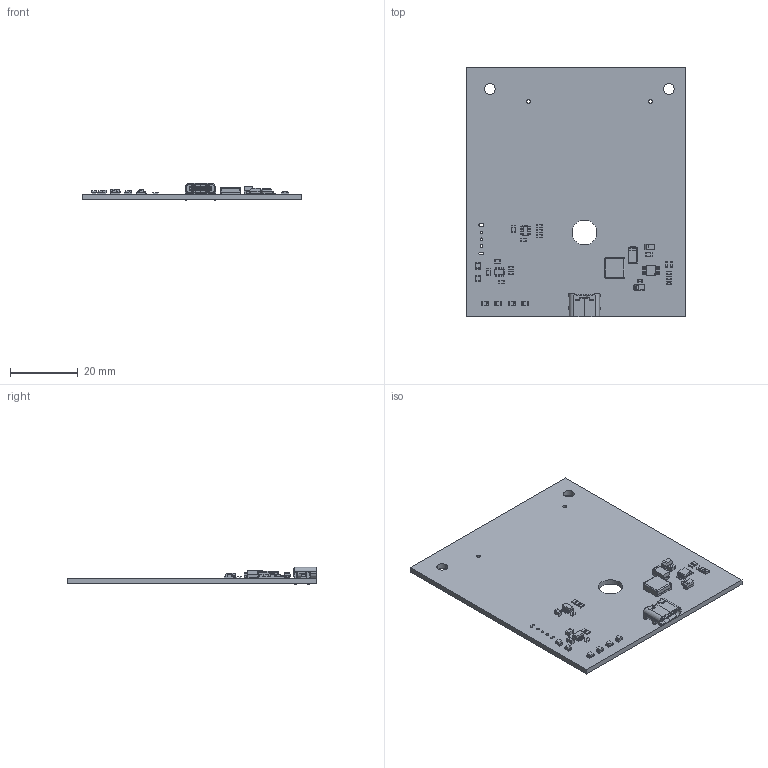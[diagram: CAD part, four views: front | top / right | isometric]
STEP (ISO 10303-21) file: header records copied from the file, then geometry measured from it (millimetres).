
FILE_DESCRIPTION(('KiCad electronic assembly'),'2;1');
FILE_NAME('sx70battery.step','2024-09-11T19:30:13',('Pcbnew'),('Kicad'), 'Open CASCADE STEP processor 7.8','KiCad to STEP converter','Unknown' );
FILE_SCHEMA(('AUTOMOTIVE_DESIGN { 1 0 10303 214 1 1 1 1 }'));
Length unit declared in the file: millimetre
Products named in the file (22): sx70battery 1; C_0805_2012Metric; C_0603_1608Metric; L_Cenker_CKCS6020; D_SMA; R_0603_1608Metric; USB_C_Receptacle_GCT_USB4125-xx-x-0190_6P_TopMnt_Horizontal; USB_C_Receptacle_GCT_USB4125-xx-x_6P_TopMnt_Horizontal; SOT-23-6; SOT_23_6; CP_EIA-3216-18_Kemet-A; CP_EIA_3216_18_Kemet_A; LED_0805_2012Metric; VSSOP-8_3.0x3.0mm_P0.65mm; VSSOP_8_30x30mm_P065mm; sx70battery_PCB
Assembly tree (42 placements, depth 3):
  sx70battery 1
    C_0805_2012Metric  x4
      C_0805_2012Metric
    C_0603_1608Metric  x3
      C_0603_1608Metric
    L_Cenker_CKCS6020
      L_Cenker_CKCS6020
    D_SMA
      D_SMA
    R_0603_1608Metric  x10
      R_0603_1608Metric
    USB_C_Receptacle_GCT_USB4125-xx-x-0190_6P_TopMnt_Horizontal
      USB_C_Receptacle_GCT_USB4125-xx-x_6P_TopMnt_Horizontal
    SOT-23-6  x2
      SOT_23_6
    CP_EIA-3216-18_Kemet-A  x2
      CP_EIA_3216_18_Kemet_A
    LED_0805_2012Metric  x6
      LED_0805_2012Metric
    VSSOP-8_3.0x3.0mm_P0.65mm
      VSSOP_8_30x30mm_P065mm
    sx70battery_PCB
Bounding box: 65 x 74 x 5.16 mm (x, y, z)
Volume: 7859.8 mm3; surface area: 11065 mm2
Topology: 47 solids, 47 shells, 1907 faces, 4923 edges, 3130 vertices
Faces by surface type: plane 1328, cylinder 453, bspline 120, sphere 4, cone 2
Full cylindrical faces by diameter (mm): 0.25 x1, 0.8 x5, 1.1 x2, 3.2 x2, 7.3 x1
Entity records: 42295 total; most frequent: CARTESIAN_POINT 7263, ORIENTED_EDGE 5700, DIRECTION 5396, EDGE_CURVE 2842, LINE 2214, VECTOR 2214, VERTEX_POINT 1788, AXIS2_PLACEMENT_3D 1591
